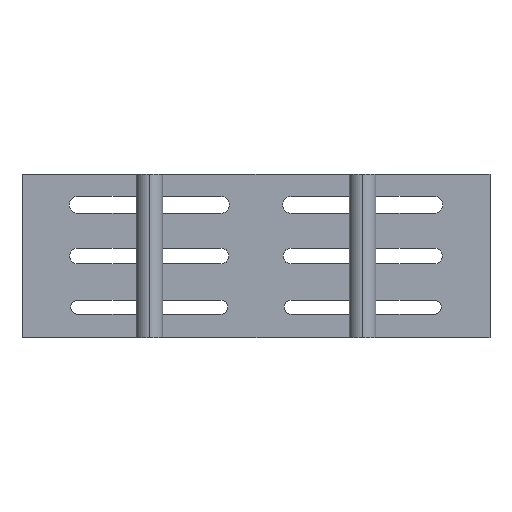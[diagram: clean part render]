
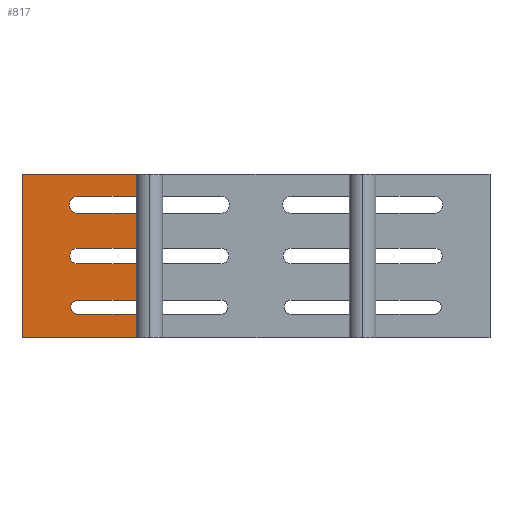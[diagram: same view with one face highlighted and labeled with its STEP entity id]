
A CAD part, front view. The second image highlights one B-rep face of the part: STEP entity #817.
In plain terms, the highlighted planar face has unit normal (0, -1, 0).
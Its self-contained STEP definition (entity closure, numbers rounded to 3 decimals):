
#14 = EDGE_CURVE ( 'NONE', #3464, #2846, #3444, .T. ) ;
#24 = EDGE_CURVE ( 'NONE', #2560, #796, #613, .T. ) ;
#54 = EDGE_CURVE ( 'NONE', #2846, #2306, #616, .T. ) ;
#70 = PLANE ( 'NONE',  #1545 ) ;
#80 = VECTOR ( 'NONE', #476, 1000. ) ;
#96 = VERTEX_POINT ( 'NONE', #2803 ) ;
#133 = EDGE_CURVE ( 'NONE', #1766, #1874, #2722, .T. ) ;
#158 = CARTESIAN_POINT ( 'NONE',  ( -11.43, 9.192, 4. ) ) ;
#177 = ORIENTED_EDGE ( 'NONE', *, *, #4510, .T. ) ;
#213 = EDGE_CURVE ( 'NONE', #96, #1766, #4871, .T. ) ;
#249 = CARTESIAN_POINT ( 'NONE',  ( -8.712, 9.192, -0.384 ) ) ;
#309 = LINE ( 'NONE', #2376, #3808 ) ;
#449 = LINE ( 'NONE', #866, #4994 ) ;
#470 = DIRECTION ( 'NONE',  ( 0., 0., 1. ) ) ;
#476 = DIRECTION ( 'NONE',  ( -1., 0., 0. ) ) ;
#579 = CARTESIAN_POINT ( 'NONE',  ( -11.43, 9.192, 0.384 ) ) ;
#613 = CIRCLE ( 'NONE', #2114, 0.384 ) ;
#616 = CIRCLE ( 'NONE', #2613, 0.408 ) ;
#670 = VECTOR ( 'NONE', #941, 1000. ) ;
#735 = VERTEX_POINT ( 'NONE', #1777 ) ;
#785 = EDGE_CURVE ( 'NONE', #735, #96, #1677, .T. ) ;
#796 = VERTEX_POINT ( 'NONE', #3259 ) ;
#817 = ADVANCED_FACE ( 'NONE', ( #4908 ), #70, .F. ) ;
#866 = CARTESIAN_POINT ( 'NONE',  ( -5.85, 9.192, -4. ) ) ;
#891 = CARTESIAN_POINT ( 'NONE',  ( -5.85, 9.192, -4. ) ) ;
#915 = CARTESIAN_POINT ( 'NONE',  ( -11.43, 9.192, -0.384 ) ) ;
#932 = VERTEX_POINT ( 'NONE', #1406 ) ;
#934 = DIRECTION ( 'NONE',  ( 0., 1., 0. ) ) ;
#935 = DIRECTION ( 'NONE',  ( 0., 1., 0. ) ) ;
#938 = LINE ( 'NONE', #1730, #1422 ) ;
#941 = DIRECTION ( 'NONE',  ( 0., 0., 1. ) ) ;
#1009 = CARTESIAN_POINT ( 'NONE',  ( -5.85, 9.192, -4. ) ) ;
#1154 = DIRECTION ( 'NONE',  ( 1., 0., 0. ) ) ;
#1214 = ORIENTED_EDGE ( 'NONE', *, *, #3334, .T. ) ;
#1312 = VERTEX_POINT ( 'NONE', #2599 ) ;
#1355 = CARTESIAN_POINT ( 'NONE',  ( -11.43, 9.192, -2.839 ) ) ;
#1386 = ORIENTED_EDGE ( 'NONE', *, *, #3459, .T. ) ;
#1406 = CARTESIAN_POINT ( 'NONE',  ( -5.85, 9.192, -0.384 ) ) ;
#1407 = VERTEX_POINT ( 'NONE', #2758 ) ;
#1422 = VECTOR ( 'NONE', #3308, 1000. ) ;
#1449 = ORIENTED_EDGE ( 'NONE', *, *, #1946, .T. ) ;
#1530 = VECTOR ( 'NONE', #4989, 1000. ) ;
#1545 = AXIS2_PLACEMENT_3D ( 'NONE', #4116, #935, #4858 ) ;
#1555 = CARTESIAN_POINT ( 'NONE',  ( -11.43, 9.192, 4. ) ) ;
#1677 = LINE ( 'NONE', #1355, #4284 ) ;
#1730 = CARTESIAN_POINT ( 'NONE',  ( -11.43, 9.192, 2.908 ) ) ;
#1731 = LINE ( 'NONE', #891, #670 ) ;
#1759 = VECTOR ( 'NONE', #3755, 1000. ) ;
#1766 = VERTEX_POINT ( 'NONE', #2675 ) ;
#1777 = CARTESIAN_POINT ( 'NONE',  ( -5.85, 9.192, -2.839 ) ) ;
#1784 = DIRECTION ( 'NONE',  ( 0., 1., 0. ) ) ;
#1816 = VECTOR ( 'NONE', #3142, 1000. ) ;
#1874 = VERTEX_POINT ( 'NONE', #1893 ) ;
#1893 = CARTESIAN_POINT ( 'NONE',  ( -5.85, 9.192, -2.161 ) ) ;
#1946 = EDGE_CURVE ( 'NONE', #1874, #932, #449, .T. ) ;
#1964 = CARTESIAN_POINT ( 'NONE',  ( -8.712, 9.192, 2.908 ) ) ;
#1967 = ORIENTED_EDGE ( 'NONE', *, *, #2069, .T. ) ;
#2043 = DIRECTION ( 'NONE',  ( 0., 0., 1. ) ) ;
#2069 = EDGE_CURVE ( 'NONE', #2306, #1407, #938, .T. ) ;
#2104 = LINE ( 'NONE', #2563, #4755 ) ;
#2114 = AXIS2_PLACEMENT_3D ( 'NONE', #2225, #1784, #4622 ) ;
#2147 = LINE ( 'NONE', #579, #1759 ) ;
#2225 = CARTESIAN_POINT ( 'NONE',  ( -8.712, 9.192, 0. ) ) ;
#2236 = EDGE_LOOP ( 'NONE', ( #1214, #3628, #4650, #1967, #4909, #177, #2836, #2323, #2869, #2301, #4959, #3236, #1449, #3718, #2907, #1386 ) ) ;
#2266 = DIRECTION ( 'NONE',  ( 0., 0., 1. ) ) ;
#2301 = ORIENTED_EDGE ( 'NONE', *, *, #785, .T. ) ;
#2306 = VERTEX_POINT ( 'NONE', #1964 ) ;
#2323 = ORIENTED_EDGE ( 'NONE', *, *, #3850, .F. ) ;
#2376 = CARTESIAN_POINT ( 'NONE',  ( -11.43, 9.192, -4. ) ) ;
#2461 = VERTEX_POINT ( 'NONE', #3693 ) ;
#2534 = AXIS2_PLACEMENT_3D ( 'NONE', #4461, #934, #470 ) ;
#2560 = VERTEX_POINT ( 'NONE', #249 ) ;
#2563 = CARTESIAN_POINT ( 'NONE',  ( -5.85, 9.192, -4. ) ) ;
#2568 = VECTOR ( 'NONE', #2266, 1000. ) ;
#2599 = CARTESIAN_POINT ( 'NONE',  ( -11.43, 9.192, -4. ) ) ;
#2613 = AXIS2_PLACEMENT_3D ( 'NONE', #5177, #3526, #3917 ) ;
#2675 = CARTESIAN_POINT ( 'NONE',  ( -8.712, 9.192, -2.161 ) ) ;
#2722 = LINE ( 'NONE', #5101, #3277 ) ;
#2758 = CARTESIAN_POINT ( 'NONE',  ( -5.85, 9.192, 2.908 ) ) ;
#2803 = CARTESIAN_POINT ( 'NONE',  ( -8.712, 9.192, -2.839 ) ) ;
#2836 = ORIENTED_EDGE ( 'NONE', *, *, #4768, .F. ) ;
#2846 = VERTEX_POINT ( 'NONE', #3610 ) ;
#2869 = ORIENTED_EDGE ( 'NONE', *, *, #2902, .T. ) ;
#2902 = EDGE_CURVE ( 'NONE', #3088, #735, #2104, .T. ) ;
#2903 = LINE ( 'NONE', #915, #80 ) ;
#2906 = DIRECTION ( 'NONE',  ( 0., 0., 1. ) ) ;
#2907 = ORIENTED_EDGE ( 'NONE', *, *, #24, .T. ) ;
#2928 = VERTEX_POINT ( 'NONE', #158 ) ;
#2968 = DIRECTION ( 'NONE',  ( -1., 0., 0. ) ) ;
#3088 = VERTEX_POINT ( 'NONE', #3892 ) ;
#3092 = LINE ( 'NONE', #1555, #1816 ) ;
#3142 = DIRECTION ( 'NONE',  ( -1., 0., 0. ) ) ;
#3180 = CARTESIAN_POINT ( 'NONE',  ( -5.85, 9.192, 4. ) ) ;
#3236 = ORIENTED_EDGE ( 'NONE', *, *, #133, .T. ) ;
#3259 = CARTESIAN_POINT ( 'NONE',  ( -8.712, 9.192, 0.384 ) ) ;
#3277 = VECTOR ( 'NONE', #1154, 1000. ) ;
#3282 = LINE ( 'NONE', #4826, #5102 ) ;
#3308 = DIRECTION ( 'NONE',  ( 1., 0., 0. ) ) ;
#3334 = EDGE_CURVE ( 'NONE', #2461, #3464, #1731, .T. ) ;
#3402 = EDGE_CURVE ( 'NONE', #932, #2560, #2903, .T. ) ;
#3444 = LINE ( 'NONE', #4253, #1530 ) ;
#3459 = EDGE_CURVE ( 'NONE', #796, #2461, #2147, .T. ) ;
#3464 = VERTEX_POINT ( 'NONE', #3727 ) ;
#3522 = DIRECTION ( 'NONE',  ( 0., 0., 1. ) ) ;
#3526 = DIRECTION ( 'NONE',  ( 0., 1., 0. ) ) ;
#3610 = CARTESIAN_POINT ( 'NONE',  ( -8.712, 9.192, 2.092 ) ) ;
#3628 = ORIENTED_EDGE ( 'NONE', *, *, #14, .T. ) ;
#3693 = CARTESIAN_POINT ( 'NONE',  ( -5.85, 9.192, 0.384 ) ) ;
#3718 = ORIENTED_EDGE ( 'NONE', *, *, #3402, .T. ) ;
#3727 = CARTESIAN_POINT ( 'NONE',  ( -5.85, 9.192, 2.092 ) ) ;
#3755 = DIRECTION ( 'NONE',  ( 1., 0., 0. ) ) ;
#3808 = VECTOR ( 'NONE', #3522, 1000. ) ;
#3850 = EDGE_CURVE ( 'NONE', #3088, #1312, #3282, .T. ) ;
#3892 = CARTESIAN_POINT ( 'NONE',  ( -5.85, 9.192, -4. ) ) ;
#3917 = DIRECTION ( 'NONE',  ( 0., 0., 1. ) ) ;
#4116 = CARTESIAN_POINT ( 'NONE',  ( -11.43, 9.192, -4. ) ) ;
#4253 = CARTESIAN_POINT ( 'NONE',  ( -11.43, 9.192, 2.092 ) ) ;
#4284 = VECTOR ( 'NONE', #2968, 1000. ) ;
#4461 = CARTESIAN_POINT ( 'NONE',  ( -8.712, 9.192, -2.5 ) ) ;
#4510 = EDGE_CURVE ( 'NONE', #4807, #2928, #3092, .T. ) ;
#4622 = DIRECTION ( 'NONE',  ( 0., 0., 1. ) ) ;
#4650 = ORIENTED_EDGE ( 'NONE', *, *, #54, .T. ) ;
#4755 = VECTOR ( 'NONE', #2906, 1000. ) ;
#4768 = EDGE_CURVE ( 'NONE', #1312, #2928, #309, .T. ) ;
#4807 = VERTEX_POINT ( 'NONE', #3180 ) ;
#4826 = CARTESIAN_POINT ( 'NONE',  ( -11.43, 9.192, -4. ) ) ;
#4858 = DIRECTION ( 'NONE',  ( 0., 0., 1. ) ) ;
#4871 = CIRCLE ( 'NONE', #2534, 0.339 ) ;
#4882 = DIRECTION ( 'NONE',  ( -1., 0., 0. ) ) ;
#4908 = FACE_OUTER_BOUND ( 'NONE', #2236, .T. ) ;
#4909 = ORIENTED_EDGE ( 'NONE', *, *, #4967, .T. ) ;
#4959 = ORIENTED_EDGE ( 'NONE', *, *, #213, .T. ) ;
#4967 = EDGE_CURVE ( 'NONE', #1407, #4807, #5008, .T. ) ;
#4989 = DIRECTION ( 'NONE',  ( -1., 0., 0. ) ) ;
#4994 = VECTOR ( 'NONE', #2043, 1000. ) ;
#5008 = LINE ( 'NONE', #1009, #2568 ) ;
#5101 = CARTESIAN_POINT ( 'NONE',  ( -11.43, 9.192, -2.161 ) ) ;
#5102 = VECTOR ( 'NONE', #4882, 1000. ) ;
#5177 = CARTESIAN_POINT ( 'NONE',  ( -8.712, 9.192, 2.5 ) ) ;
